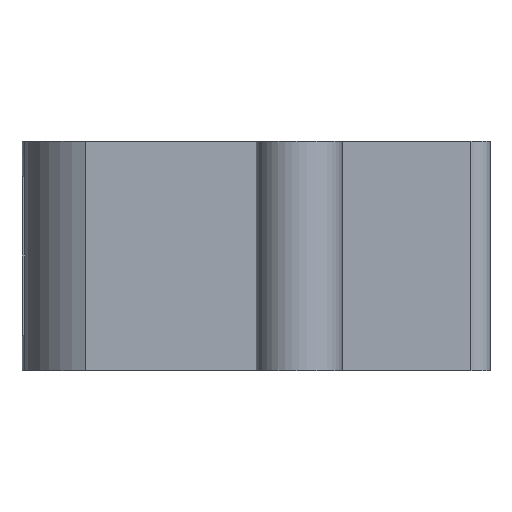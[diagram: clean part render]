
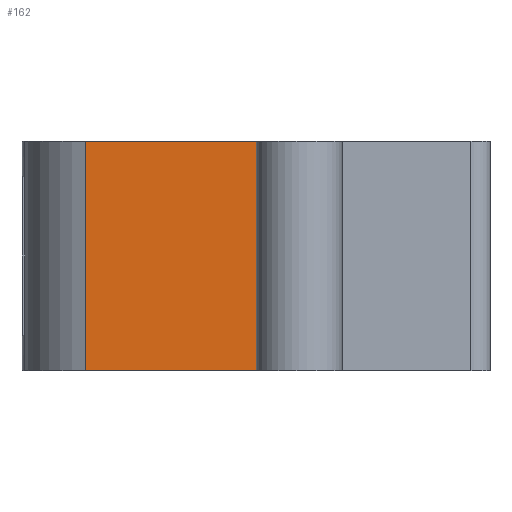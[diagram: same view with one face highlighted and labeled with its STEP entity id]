
A CAD part, left-side view. The second image highlights one B-rep face of the part: STEP entity #162.
In plain terms, the highlighted planar face has unit normal (-1, 0, 0).
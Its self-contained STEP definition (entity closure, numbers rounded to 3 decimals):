
#162 = ADVANCED_FACE( '', ( #358 ), #359, .F. );
#358 = FACE_OUTER_BOUND( '', #587, .T. );
#359 = PLANE( '', #588 );
#587 = EDGE_LOOP( '', ( #999, #1000, #1001, #1002 ) );
#588 = AXIS2_PLACEMENT_3D( '', #1003, #1004, #1005 );
#999 = ORIENTED_EDGE( '', *, *, #1549, .T. );
#1000 = ORIENTED_EDGE( '', *, *, #1550, .F. );
#1001 = ORIENTED_EDGE( '', *, *, #1551, .F. );
#1002 = ORIENTED_EDGE( '', *, *, #1552, .T. );
#1003 = CARTESIAN_POINT( '', ( -11., 1.183, 6. ) );
#1004 = DIRECTION( '', ( 1., 0., 0. ) );
#1005 = DIRECTION( '', ( 0., 0., -1. ) );
#1549 = EDGE_CURVE( '', #1918, #1919, #1920, .T. );
#1550 = EDGE_CURVE( '', #1921, #1919, #1922, .T. );
#1551 = EDGE_CURVE( '', #1923, #1921, #1924, .T. );
#1552 = EDGE_CURVE( '', #1923, #1918, #1925, .T. );
#1918 = VERTEX_POINT( '', #2564 );
#1919 = VERTEX_POINT( '', #2565 );
#1920 = LINE( '', #2566, #2567 );
#1921 = VERTEX_POINT( '', #2568 );
#1922 = LINE( '', #2569, #2570 );
#1923 = VERTEX_POINT( '', #2571 );
#1924 = LINE( '', #2572, #2573 );
#1925 = LINE( '', #2574, #2575 );
#2564 = CARTESIAN_POINT( '', ( -11., 1.183, -6. ) );
#2565 = CARTESIAN_POINT( '', ( -11., -8.512, -6. ) );
#2566 = CARTESIAN_POINT( '', ( -11., 1.183, -6. ) );
#2567 = VECTOR( '', #3023, 1000. );
#2568 = CARTESIAN_POINT( '', ( -11., -8.512, 6. ) );
#2569 = CARTESIAN_POINT( '', ( -11., -8.512, 6. ) );
#2570 = VECTOR( '', #3024, 1000. );
#2571 = CARTESIAN_POINT( '', ( -11., 1.183, 6. ) );
#2572 = CARTESIAN_POINT( '', ( -11., 1.183, 6. ) );
#2573 = VECTOR( '', #3025, 1000. );
#2574 = CARTESIAN_POINT( '', ( -11., 1.183, 6. ) );
#2575 = VECTOR( '', #3026, 1000. );
#3023 = DIRECTION( '', ( 0., -1., 0. ) );
#3024 = DIRECTION( '', ( 0., 0., -1. ) );
#3025 = DIRECTION( '', ( 0., -1., 0. ) );
#3026 = DIRECTION( '', ( 0., 0., -1. ) );
